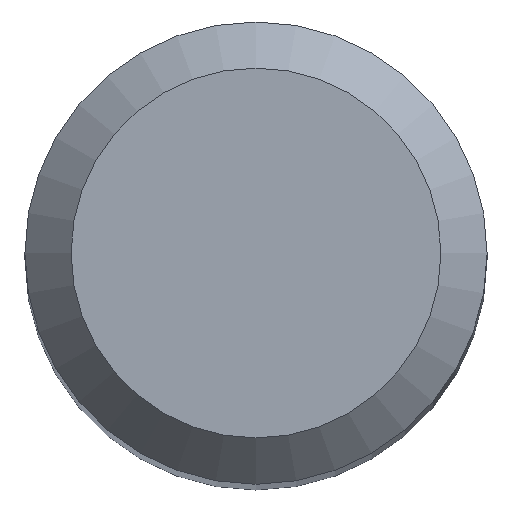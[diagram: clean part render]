
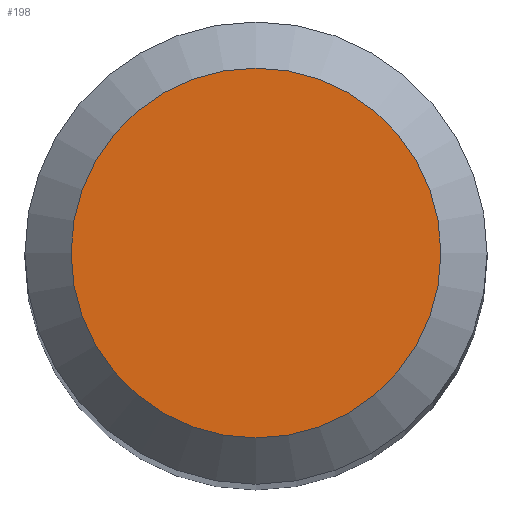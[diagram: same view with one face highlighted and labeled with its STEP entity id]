
A CAD part, top view. The second image highlights one B-rep face of the part: STEP entity #198.
In plain terms, the highlighted planar face has unit normal (0, 0, 1).
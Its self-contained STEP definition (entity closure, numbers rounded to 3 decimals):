
#7 = AXIS2_PLACEMENT_3D ( 'NONE', #36, #42, #208 ) ;
#11 = CARTESIAN_POINT ( 'NONE',  ( 0., 0., 38. ) ) ;
#36 = CARTESIAN_POINT ( 'NONE',  ( 0., 0., 38. ) ) ;
#38 = CIRCLE ( 'NONE', #173, 1.2 ) ;
#42 = DIRECTION ( 'NONE',  ( 0., 0., -1. ) ) ;
#74 = ORIENTED_EDGE ( 'NONE', *, *, #147, .F. ) ;
#81 = DIRECTION ( 'NONE',  ( 0., 1., 0. ) ) ;
#85 = VERTEX_POINT ( 'NONE', #223 ) ;
#133 = PLANE ( 'NONE',  #7 ) ;
#137 = FACE_OUTER_BOUND ( 'NONE', #180, .T. ) ;
#147 = EDGE_CURVE ( 'NONE', #85, #85, #38, .T. ) ;
#151 = DIRECTION ( 'NONE',  ( 0., 0., -1. ) ) ;
#173 = AXIS2_PLACEMENT_3D ( 'NONE', #11, #151, #81 ) ;
#180 = EDGE_LOOP ( 'NONE', ( #74 ) ) ;
#198 = ADVANCED_FACE ( 'NONE', ( #137 ), #133, .F. ) ;
#208 = DIRECTION ( 'NONE',  ( 0., 1., 0. ) ) ;
#223 = CARTESIAN_POINT ( 'NONE',  ( 0., 1.2, 38. ) ) ;
